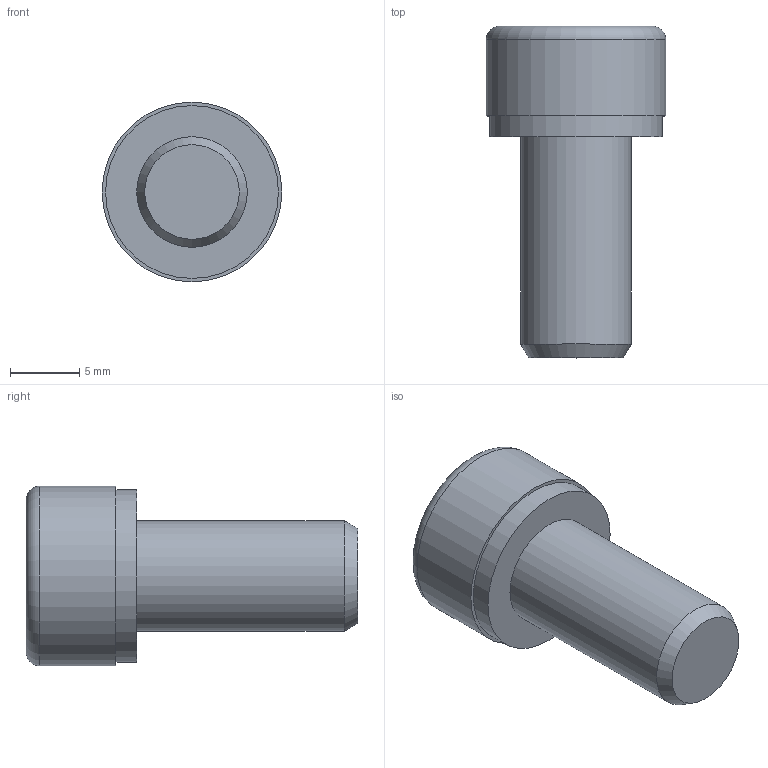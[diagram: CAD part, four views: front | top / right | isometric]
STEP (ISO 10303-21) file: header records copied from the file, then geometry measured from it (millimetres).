
FILE_DESCRIPTION (( 'STEP AP203' ), '1' );
FILE_NAME ('58333-240-16-B.STEP', '2022-07-07T08:25:34', ( '' ), ( '' ), 'SwSTEP 2.0', 'SolidWorks 2018', '' );
FILE_SCHEMA (( 'CONFIG_CONTROL_DESIGN' ));
Length unit declared in the file: millimetre
Products named in the file (1): 58333-240-16-B
Bounding box: 13 x 24 x 13 mm (x, y, z)
Volume: 1707.3 mm3; surface area: 1022.4 mm2
Topology: 1 solids, 24 shells, 386 faces, 967 edges, 642 vertices
Faces by surface type: bspline 168, plane 156, cone 58, cylinder 3, torus 1
Full cylindrical faces by diameter (mm): 8 x1, 12.5 x1, 13 x1
Entity records: 19056 total; most frequent: CARTESIAN_POINT 11623, ORIENTED_EDGE 1920, EDGE_CURVE 960, DIRECTION 774, VERTEX_POINT 640, B_SPLINE_CURVE_WITH_KNOTS 592, EDGE_LOOP 404, FACE_OUTER_BOUND 367
